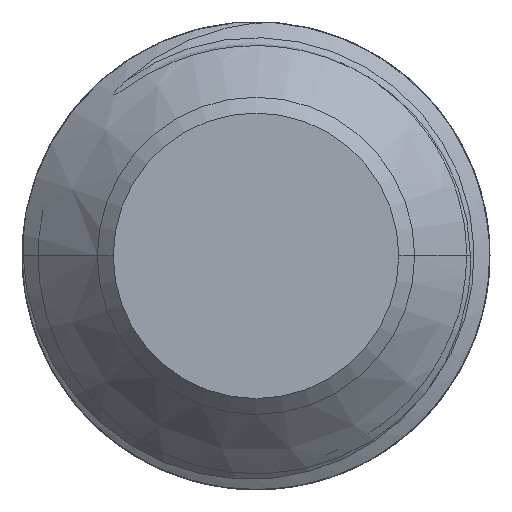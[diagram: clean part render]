
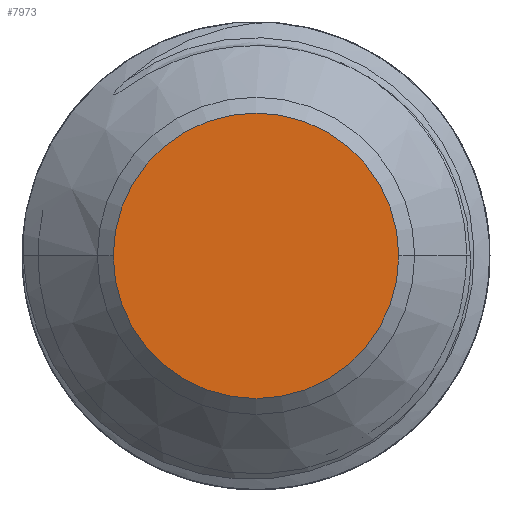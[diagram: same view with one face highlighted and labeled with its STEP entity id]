
A CAD part, left-side view. The second image highlights one B-rep face of the part: STEP entity #7973.
In plain terms, the highlighted planar face has unit normal (-1, 0, 0).
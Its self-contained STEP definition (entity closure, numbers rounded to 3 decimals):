
#3418=CARTESIAN_POINT('',(-17.,0.,0.));
#3419=DIRECTION('',(-1.,0.,0.));
#3420=DIRECTION('',(0.,1.,0.));
#3421=AXIS2_PLACEMENT_3D('',#3418,#3419,#3420);
#3423=CARTESIAN_POINT('',(-17.,0.,0.));
#3424=DIRECTION('',(-1.,0.,0.));
#3425=DIRECTION('',(0.,-1.,0.));
#3426=AXIS2_PLACEMENT_3D('',#3423,#3424,#3425);
#3462=CARTESIAN_POINT('',(-17.,1.8,0.));
#3463=CARTESIAN_POINT('',(-17.,-1.8,0.));
#3464=VERTEX_POINT('',#3462);
#3465=VERTEX_POINT('',#3463);
#7963=CARTESIAN_POINT('',(-17.,0.,0.));
#7964=DIRECTION('',(1.,0.,0.));
#7965=DIRECTION('',(0.,-1.,0.));
#7966=AXIS2_PLACEMENT_3D('',#7963,#7964,#7965);
#7967=PLANE('',#7966);
#7968=ORIENTED_EDGE('',*,*,#7953,.F.);
#7970=ORIENTED_EDGE('',*,*,#7969,.F.);
#7971=EDGE_LOOP('',(#7968,#7970));
#7972=FACE_OUTER_BOUND('',#7971,.F.);
#3422=CIRCLE('',#3421,1.8);
#3427=CIRCLE('',#3426,1.8);
#7953=EDGE_CURVE('',#3464,#3465,#3422,.T.);
#7969=EDGE_CURVE('',#3465,#3464,#3427,.T.);
#7973=ADVANCED_FACE('',(#7972),#7967,.F.);
